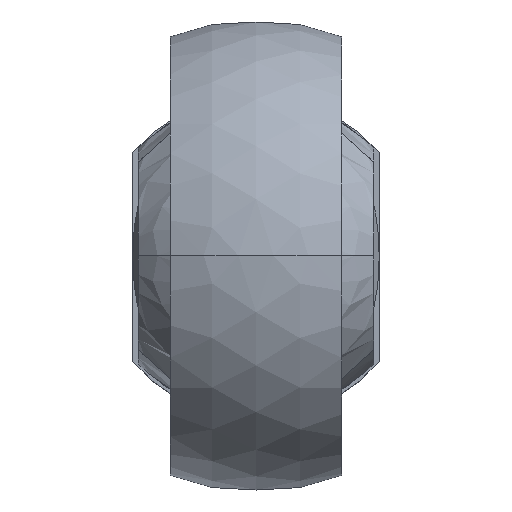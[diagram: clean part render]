
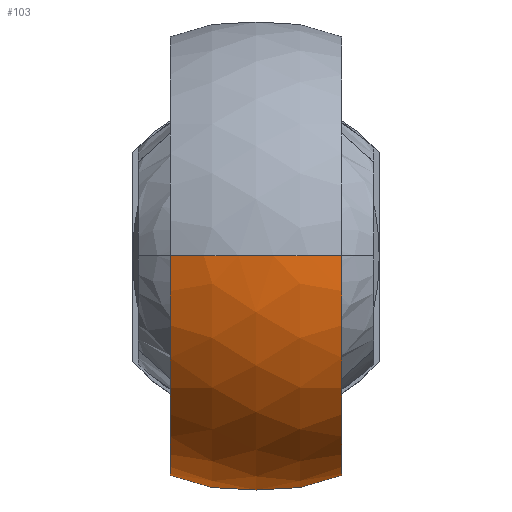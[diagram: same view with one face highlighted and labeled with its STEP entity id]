
A CAD part, top view. The second image highlights one B-rep face of the part: STEP entity #103.
In plain terms, the highlighted spherical face has radius 21 mm.
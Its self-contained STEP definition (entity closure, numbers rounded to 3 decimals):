
#103=ADVANCED_FACE('',(#188),#189,.T.);
#188=FACE_OUTER_BOUND('',#274,.T.);
#189=SPHERICAL_SURFACE('',#275,21.0);
#274=EDGE_LOOP('',(#572,#573,#574,#575,#576));
#275=AXIS2_PLACEMENT_3D('',#577,#578,#579);
#572=ORIENTED_EDGE('',*,*,#607,.T.);
#573=ORIENTED_EDGE('',*,*,#675,.F.);
#574=ORIENTED_EDGE('',*,*,#603,.T.);
#575=ORIENTED_EDGE('',*,*,#682,.T.);
#576=ORIENTED_EDGE('',*,*,#678,.F.);
#577=CARTESIAN_POINT('',(0.,0.0,64.0));
#578=DIRECTION('',(-1.0,0.0,0.));
#579=DIRECTION('',(0.,0.0,1.0));
#603=EDGE_CURVE('',#710,#707,#711,.T.);
#607=EDGE_CURVE('',#717,#718,#719,.T.);
#675=EDGE_CURVE('',#710,#718,#830,.T.);
#678=EDGE_CURVE('',#717,#831,#834,.T.);
#682=EDGE_CURVE('',#707,#831,#838,.T.);
#707=VERTEX_POINT('',#865);
#710=VERTEX_POINT('',#869);
#711=CIRCLE('',#870,19.793);
#717=VERTEX_POINT('',#896);
#718=VERTEX_POINT('',#897);
#719=CIRCLE('',#898,21.0);
#830=CIRCLE('',#1056,19.559);
#831=VERTEX_POINT('',#1057);
#834=CIRCLE('',#1078,19.559);
#838=CIRCLE('',#1082,19.793);
#865=CARTESIAN_POINT('',(0.,-19.793,56.983));
#869=CARTESIAN_POINT('',(-7.645,-18.257,56.983));
#870=AXIS2_PLACEMENT_3D('',#1122,#1123,#1124);
#896=CARTESIAN_POINT('',(7.645,0.,83.559));
#897=CARTESIAN_POINT('',(-7.645,0.,83.559));
#898=AXIS2_PLACEMENT_3D('',#1128,#1129,#1130);
#1056=AXIS2_PLACEMENT_3D('',#1272,#1273,#1274);
#1057=CARTESIAN_POINT('',(7.645,-18.257,56.983));
#1078=AXIS2_PLACEMENT_3D('',#1275,#1276,#1277);
#1082=AXIS2_PLACEMENT_3D('',#1287,#1288,#1289);
#1122=CARTESIAN_POINT('',(0.,0.0,56.983));
#1123=DIRECTION('',(0.,-0.0,1.0));
#1124=DIRECTION('',(0.0,1.0,0.0));
#1128=CARTESIAN_POINT('',(0.,0.0,64.0));
#1129=DIRECTION('',(0.,-1.0,0.));
#1130=DIRECTION('',(0.0,0.,1.0));
#1272=CARTESIAN_POINT('',(-7.645,0.,64.0));
#1273=DIRECTION('',(-1.0,0.,0.));
#1274=DIRECTION('',(0.,1.0,0.));
#1275=CARTESIAN_POINT('',(7.645,0.,64.0));
#1276=DIRECTION('',(1.0,0.,0.));
#1277=DIRECTION('',(0.,-1.0,0.));
#1287=CARTESIAN_POINT('',(0.,0.0,56.983));
#1288=DIRECTION('',(0.,-0.0,1.0));
#1289=DIRECTION('',(0.0,1.0,0.0));
